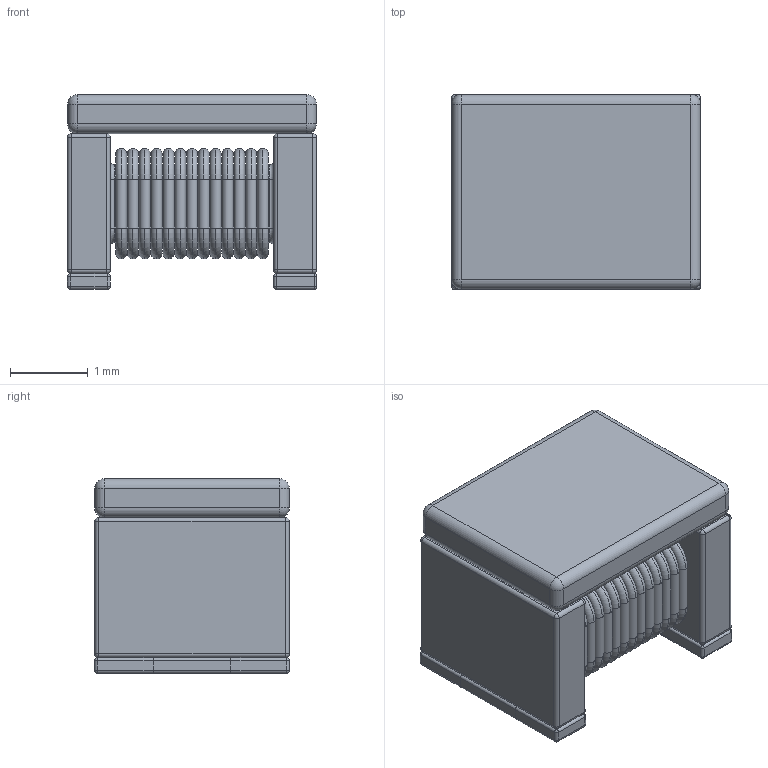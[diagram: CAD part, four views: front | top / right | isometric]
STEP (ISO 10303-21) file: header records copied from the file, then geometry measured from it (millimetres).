
FILE_DESCRIPTION (( 'STEP AP214' ), '1' );
FILE_NAME ('IFLN1210BEER512N.STEP', '2025-03-13T03:04:08', ( '' ), ( '' ), 'SwSTEP 2.0', 'SolidWorks 2023', '' );
FILE_SCHEMA (( 'AUTOMOTIVE_DESIGN' ));
Length unit declared in the file: millimetre
Products named in the file (1): IFLN1210BEER512N
Bounding box: 3.2 x 2.5 x 2.5 mm (x, y, z)
Volume: 14.2 mm3; surface area: 97.3 mm2
Topology: 21 solids, 21 shells, 402 faces, 1004 edges, 580 vertices
Faces by surface type: cylinder 192, torus 112, plane 58, sphere 40
Entity records: 16493 total; most frequent: DIRECTION 2422, CARTESIAN_POINT 1947, ORIENTED_EDGE 1928, AXIS2_PLACEMENT_3D 1055, EDGE_CURVE 964, CIRCLE 652, VERTEX_POINT 580, UNCERTAINTY_MEASURE_WITH_UNIT 424
